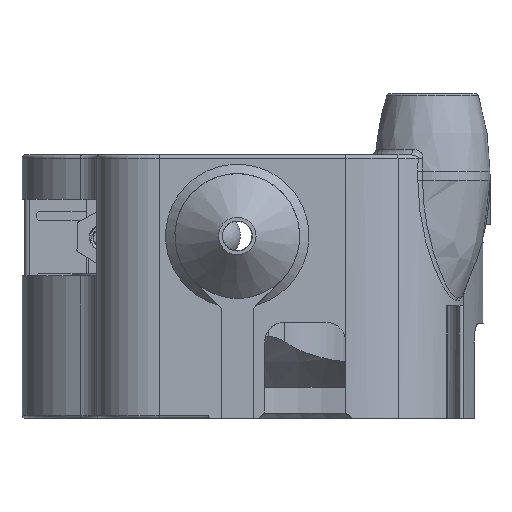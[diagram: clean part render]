
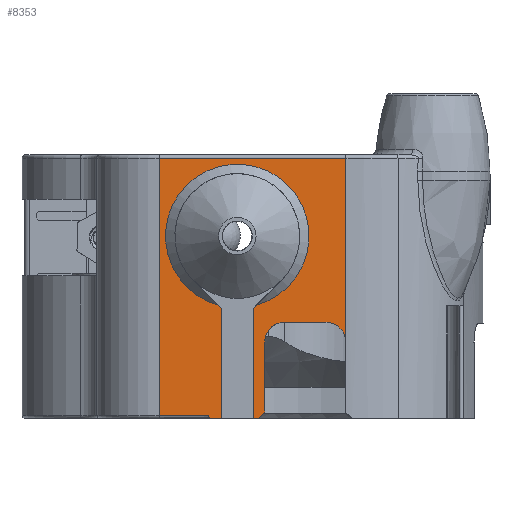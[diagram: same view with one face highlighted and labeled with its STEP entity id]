
A CAD part, front view. The second image highlights one B-rep face of the part: STEP entity #8353.
In plain terms, the highlighted planar face has unit normal (0, -1, 0).
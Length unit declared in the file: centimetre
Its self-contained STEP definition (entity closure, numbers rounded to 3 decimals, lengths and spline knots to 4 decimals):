
#192=PLANE($,#9122);
#537=LINE($,#13540,#1161);
#539=LINE($,#13543,#1163);
#543=LINE($,#13569,#1167);
#548=LINE($,#13601,#1172);
#554=LINE($,#13853,#1178);
#577=LINE($,#13975,#1201);
#584=LINE($,#14043,#1208);
#587=LINE($,#14048,#1211);
#588=LINE($,#14051,#1212);
#589=LINE($,#14053,#1213);
#590=LINE($,#14054,#1214);
#591=LINE($,#14056,#1215);
#592=LINE($,#14057,#1216);
#1161=VECTOR($,#10461,0.2161);
#1163=VECTOR($,#10465,0.2161);
#1167=VECTOR($,#10479,0.33);
#1172=VECTOR($,#10514,0.56);
#1178=VECTOR($,#10592,2.06);
#1201=VECTOR($,#10685,0.56);
#1208=VECTOR($,#10720,0.3902);
#1211=VECTOR($,#10725,0.0289);
#1212=VECTOR($,#10728,1.4957);
#1213=VECTOR($,#10729,0.3904);
#1214=VECTOR($,#10730,0.0707);
#1215=VECTOR($,#10731,0.001);
#1216=VECTOR($,#10732,2.0357);
#1964=FACE_BOUND($,#2725,.T.);
#2198=FACE_OUTER_BOUND($,#2724,.T.);
#2724=EDGE_LOOP($,(#6524,#6525,#6526,#6527,#6528,#6529,#6530,#6531,#6532,
#6533,#6534,#6535,#6536));
#2725=EDGE_LOOP($,(#6537,#6538,#6539));
#3264=CIRCLE($,#9013,0.575);
#3265=CIRCLE($,#9017,0.16);
#3320=CIRCLE($,#9108,0.16);
#3812=VERTEX_POINT($,#13529);
#3813=VERTEX_POINT($,#13530);
#3814=VERTEX_POINT($,#13539);
#3817=VERTEX_POINT($,#13557);
#3818=VERTEX_POINT($,#13559);
#3820=VERTEX_POINT($,#13564);
#3833=VERTEX_POINT($,#13600);
#3867=VERTEX_POINT($,#13851);
#3868=VERTEX_POINT($,#13852);
#3893=VERTEX_POINT($,#13972);
#3894=VERTEX_POINT($,#13974);
#3908=VERTEX_POINT($,#14041);
#3909=VERTEX_POINT($,#14046);
#3910=VERTEX_POINT($,#14050);
#3911=VERTEX_POINT($,#14052);
#3912=VERTEX_POINT($,#14055);
#4763=EDGE_CURVE($,#3812,#3813,#3264,.T.);
#4766=EDGE_CURVE($,#3812,#3814,#537,.T.);
#4768=EDGE_CURVE($,#3814,#3813,#539,.T.);
#4771=EDGE_CURVE($,#3817,#3818,#3265,.T.);
#4776=EDGE_CURVE($,#3820,#3818,#543,.T.);
#4790=EDGE_CURVE($,#3833,#3817,#548,.T.);
#4828=EDGE_CURVE($,#3867,#3868,#554,.T.);
#4877=EDGE_CURVE($,#3893,#3894,#577,.T.);
#4881=EDGE_CURVE($,#3893,#3820,#3320,.T.);
#4897=EDGE_CURVE($,#3908,#3867,#584,.T.);
#4900=EDGE_CURVE($,#3909,#3908,#587,.T.);
#4901=EDGE_CURVE($,#3868,#3910,#588,.T.);
#4902=EDGE_CURVE($,#3911,#3909,#589,.T.);
#4903=EDGE_CURVE($,#3911,#3894,#590,.T.);
#4904=EDGE_CURVE($,#3912,#3833,#591,.T.);
#4905=EDGE_CURVE($,#3910,#3912,#592,.T.);
#6524=ORIENTED_EDGE($,*,*,#4901,.F.);
#6525=ORIENTED_EDGE($,*,*,#4828,.F.);
#6526=ORIENTED_EDGE($,*,*,#4897,.F.);
#6527=ORIENTED_EDGE($,*,*,#4900,.F.);
#6528=ORIENTED_EDGE($,*,*,#4902,.F.);
#6529=ORIENTED_EDGE($,*,*,#4903,.T.);
#6530=ORIENTED_EDGE($,*,*,#4877,.F.);
#6531=ORIENTED_EDGE($,*,*,#4881,.T.);
#6532=ORIENTED_EDGE($,*,*,#4776,.T.);
#6533=ORIENTED_EDGE($,*,*,#4771,.F.);
#6534=ORIENTED_EDGE($,*,*,#4790,.F.);
#6535=ORIENTED_EDGE($,*,*,#4904,.F.);
#6536=ORIENTED_EDGE($,*,*,#4905,.F.);
#6537=ORIENTED_EDGE($,*,*,#4768,.F.);
#6538=ORIENTED_EDGE($,*,*,#4766,.F.);
#6539=ORIENTED_EDGE($,*,*,#4763,.T.);
#8353=ADVANCED_FACE($,(#2198,#1964),#192,.F.);
#9013=AXIS2_PLACEMENT_3D($,#13531,#10457,#10458);
#9017=AXIS2_PLACEMENT_3D($,#13560,#10469,#10470);
#9108=AXIS2_PLACEMENT_3D($,#13984,#10690,#10691);
#9122=AXIS2_PLACEMENT_3D($,#14049,#10726,#10727);
#10457=DIRECTION('center_axis',(0.,1.,0.));
#10458=DIRECTION('ref_axis',(-1.,0.,0.));
#10461=DIRECTION($,(0.707,0.,-0.707));
#10465=DIRECTION($,(0.707,0.,0.707));
#10469=DIRECTION('center_axis',(0.,-1.,0.));
#10470=DIRECTION('ref_axis',(0.,0.,-1.));
#10479=DIRECTION($,(1.,0.,0.));
#10514=DIRECTION($,(0.,0.,1.));
#10592=DIRECTION($,(0.,0.,1.));
#10685=DIRECTION($,(0.,0.,-1.));
#10690=DIRECTION('center_axis',(0.,1.,0.));
#10691=DIRECTION('ref_axis',(1.,0.,0.));
#10720=DIRECTION($,(-1.,0.,0.));
#10725=DIRECTION($,(-0.5,0.,0.866));
#10726=DIRECTION('center_axis',(0.,1.,0.));
#10727=DIRECTION('ref_axis',(1.,0.,0.));
#10728=DIRECTION($,(1.,0.,0.));
#10729=DIRECTION($,(-1.,0.,0.));
#10730=DIRECTION($,(0.707,0.,0.707));
#10731=DIRECTION($,(-0.707,0.,0.707));
#10732=DIRECTION($,(0.,0.,-1.));
#13529=CARTESIAN_POINT('',(-0.7278,-1.635,-0.5543));
#13530=CARTESIAN_POINT('',(-0.4222,-1.635,-0.5543));
#13531=CARTESIAN_POINT('Origin',(-0.575,-1.635,0.));
#13539=CARTESIAN_POINT('',(-0.575,-1.635,-0.7071));
#13540=CARTESIAN_POINT($,(-0.9286,-1.635,-0.3536));
#13543=CARTESIAN_POINT($,(-0.575,-1.635,-0.7071));
#13557=CARTESIAN_POINT('',(0.295,-1.635,-0.85));
#13559=CARTESIAN_POINT('',(0.135,-1.635,-0.69));
#13560=CARTESIAN_POINT('Origin',(0.135,-1.635,-0.85));
#13564=CARTESIAN_POINT('',(-0.195,-1.635,-0.69));
#13569=CARTESIAN_POINT($,(0.135,-1.635,-0.69));
#13600=CARTESIAN_POINT('',(0.295,-1.635,-1.41));
#13601=CARTESIAN_POINT($,(0.295,-1.635,-0.85));
#13851=CARTESIAN_POINT('',(-1.2,-1.635,-1.435));
#13852=CARTESIAN_POINT('',(-1.2,-1.635,0.625));
#13853=CARTESIAN_POINT($,(-1.2,-1.635,0.65));
#13972=CARTESIAN_POINT('',(-0.355,-1.635,-0.85));
#13974=CARTESIAN_POINT('',(-0.355,-1.635,-1.41));
#13975=CARTESIAN_POINT($,(-0.355,-1.635,-0.85));
#13984=CARTESIAN_POINT('Origin',(-0.195,-1.635,-0.85));
#14041=CARTESIAN_POINT('',(-0.8098,-1.635,-1.435));
#14043=CARTESIAN_POINT($,(-1.7,-1.635,-1.435));
#14046=CARTESIAN_POINT('',(-0.7954,-1.635,-1.46));
#14048=CARTESIAN_POINT($,(-0.82,-1.635,-1.4175));
#14049=CARTESIAN_POINT('Origin',(-1.7,-1.635,0.65));
#14050=CARTESIAN_POINT('',(0.2957,-1.635,0.625));
#14051=CARTESIAN_POINT($,(0.2957,-1.635,0.625));
#14052=CARTESIAN_POINT('',(-0.405,-1.635,-1.46));
#14053=CARTESIAN_POINT($,(0.,-1.635,-1.46));
#14054=CARTESIAN_POINT($,(-0.405,-1.635,-1.46));
#14055=CARTESIAN_POINT('',(0.2957,-1.635,-1.4107));
#14056=CARTESIAN_POINT($,(0.345,-1.635,-1.46));
#14057=CARTESIAN_POINT($,(0.2957,-1.635,0.65));
